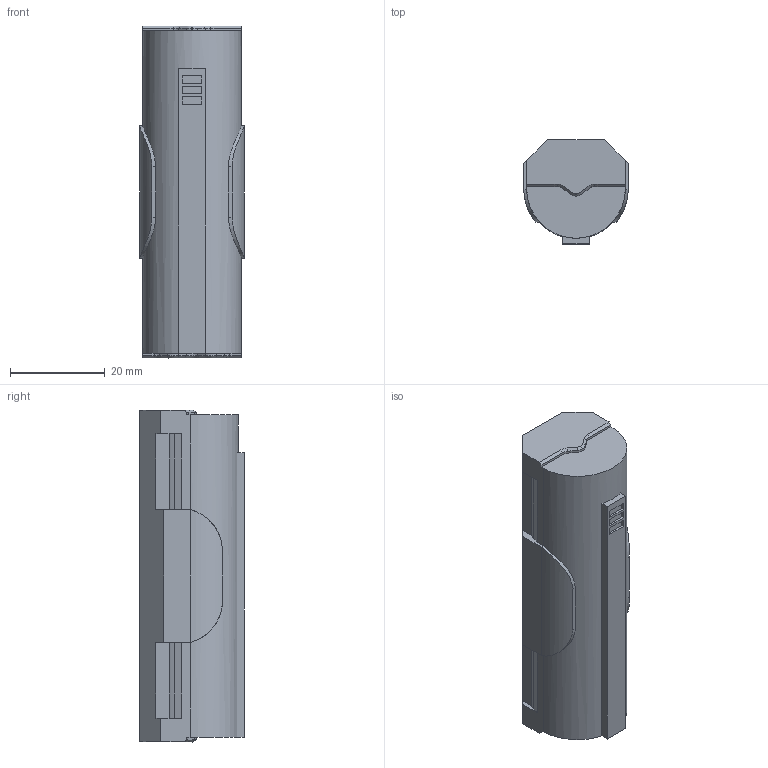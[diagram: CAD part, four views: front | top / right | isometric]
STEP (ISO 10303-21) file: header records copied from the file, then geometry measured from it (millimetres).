
FILE_DESCRIPTION (( 'STEP AP203' ), '1' );
FILE_NAME ('DARWIN-MINI_LB-040.stp_Default_sldprt.STEP', '2020-09-23T18:11:18', ( '' ), ( '' ), 'SwSTEP 2.0', 'SolidWorks 2019', '' );
FILE_SCHEMA (( 'CONFIG_CONTROL_DESIGN' ));
Length unit declared in the file: millimetre
Products named in the file (1): DARWIN-MINI_LB-040.stp_Default_sldprt
Bounding box: 22 x 22 x 70 mm (x, y, z)
Volume: 25946.7 mm3; surface area: 5855.3 mm2
Topology: 1 solids, 1 shells, 177 faces, 475 edges, 308 vertices
Faces by surface type: plane 120, cylinder 46, cone 11
Entity records: 6005 total; most frequent: CARTESIAN_POINT 1445, ORIENTED_EDGE 950, DIRECTION 910, EDGE_CURVE 475, VECTOR 364, LINE 364, VERTEX_POINT 308, AXIS2_PLACEMENT_3D 273
